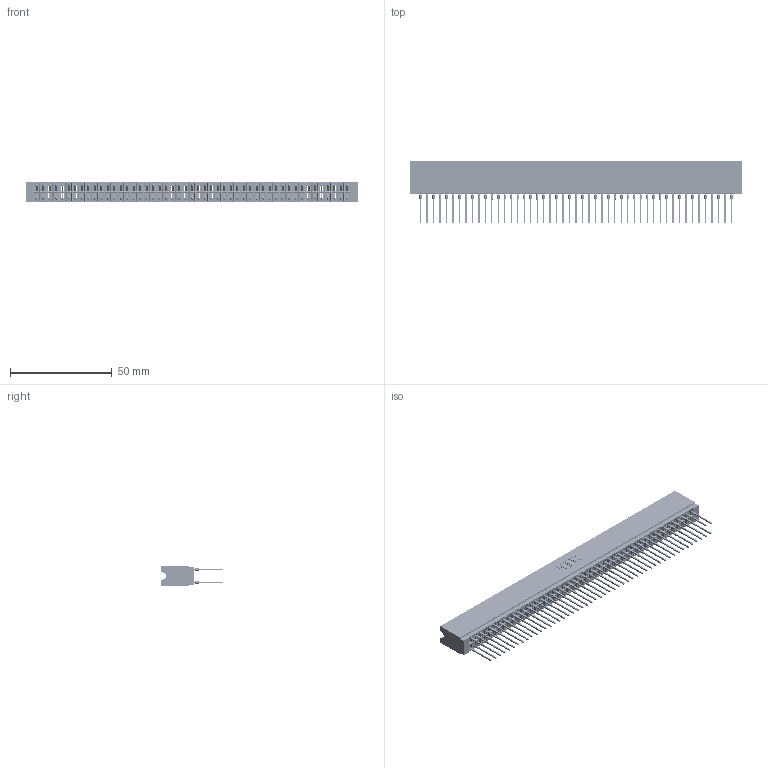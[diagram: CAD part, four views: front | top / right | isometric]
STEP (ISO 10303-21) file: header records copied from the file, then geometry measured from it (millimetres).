
FILE_DESCRIPTION (( 'STEP AP203' ), '1' );
FILE_NAME ('746-098-545-206.STEP', '2026-03-04T22:02:59', ( '' ), ( '' ), 'SwSTEP 2.0', 'SolidWorks 2023', '' );
FILE_SCHEMA (( 'CONFIG_CONTROL_DESIGN' ));
Length unit declared in the file: millimetre
Products named in the file (3): 746 Part_.515 Slot Depth - 06; 746-098-545-206; 746-292-001_545
Assembly tree (99 placements, depth 2):
  746-098-545-206
    746 Part_.515 Slot Depth - 06
    746-292-001_545  x98
Bounding box: 162.81 x 30.59 x 9.91 mm (x, y, z)
Volume: 17715.4 mm3; surface area: 30179.5 mm2
Topology: 99 solids, 99 shells, 8869 faces, 24373 edges, 15512 vertices
Faces by surface type: plane 4564, bspline 1960, cylinder 1757, torus 588
Entity records: 74643 total; most frequent: CARTESIAN_POINT 14778, ORIENTED_EDGE 12856, DIRECTION 10722, EDGE_CURVE 6428, LINE 5754, VECTOR 5754, VERTEX_POINT 4260, AXIS2_PLACEMENT_3D 2484
